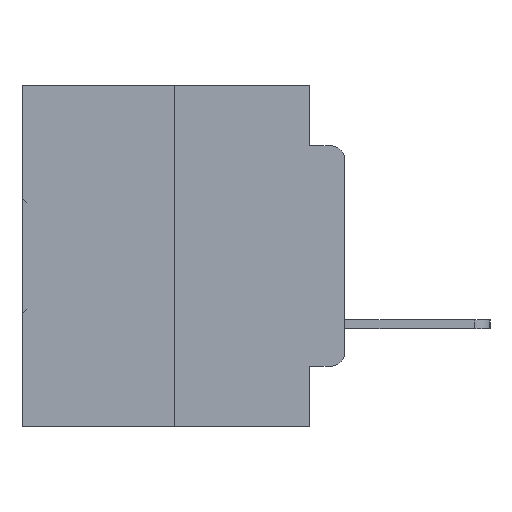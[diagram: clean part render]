
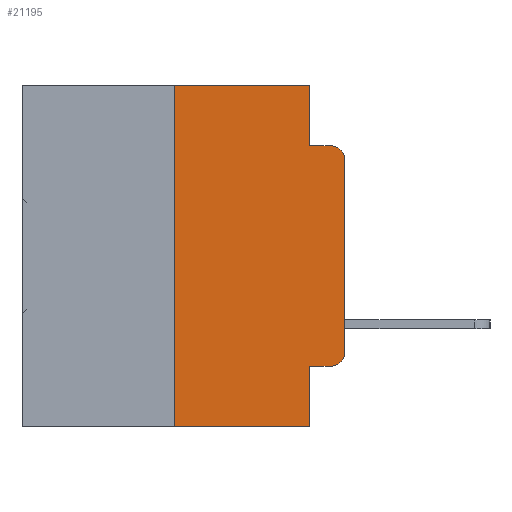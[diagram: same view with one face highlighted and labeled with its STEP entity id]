
A CAD part, left-side view. The second image highlights one B-rep face of the part: STEP entity #21195.
In plain terms, the highlighted planar face has unit normal (-1, 0, 0).
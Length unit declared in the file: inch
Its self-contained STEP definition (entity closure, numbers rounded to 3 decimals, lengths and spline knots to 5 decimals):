
#217 = EDGE_CURVE ( 'NONE', #9928, #9428, #4527, .T. ) ;
#324 = EDGE_CURVE ( 'NONE', #18354, #9428, #4959, .T. ) ;
#389 = EDGE_CURVE ( 'NONE', #18791, #9928, #19402, .T. ) ;
#709 = CARTESIAN_POINT ( 'NONE',  ( 0., 0.02, -0.0885 ) ) ;
#892 = LINE ( 'NONE', #25469, #32131 ) ;
#946 = VERTEX_POINT ( 'NONE', #7226 ) ;
#1099 = CARTESIAN_POINT ( 'NONE',  ( 0., 0.02, -0.4115 ) ) ;
#1395 = AXIS2_PLACEMENT_3D ( 'NONE', #21726, #6928, #24219 ) ;
#2524 = CARTESIAN_POINT ( 'NONE',  ( 0., 0.02, -0.1085 ) ) ;
#3948 = EDGE_CURVE ( 'NONE', #17872, #18791, #18567, .T. ) ;
#4099 = EDGE_CURVE ( 'NONE', #946, #17872, #892, .T. ) ;
#4194 = LINE ( 'NONE', #9060, #29242 ) ;
#4527 = CIRCLE ( 'NONE', #15113, 0.02 ) ;
#4959 = LINE ( 'NONE', #8785, #16760 ) ;
#5046 = CARTESIAN_POINT ( 'NONE',  ( 0., 0.051, 0. ) ) ;
#5592 = CARTESIAN_POINT ( 'NONE',  ( 0., 0.051, -0.0885 ) ) ;
#6493 = DIRECTION ( 'NONE',  ( 0., 0., 1. ) ) ;
#6928 = DIRECTION ( 'NONE',  ( 1., 0., 0. ) ) ;
#6970 = ORIENTED_EDGE ( 'NONE', *, *, #22651, .F. ) ;
#7106 = CARTESIAN_POINT ( 'NONE',  ( 0., 0., -0.3915 ) ) ;
#7226 = CARTESIAN_POINT ( 'NONE',  ( 0., 0.051, -0.4115 ) ) ;
#7242 = LINE ( 'NONE', #8240, #18058 ) ;
#7466 = EDGE_LOOP ( 'NONE', ( #25518, #8185, #22014, #18562, #6970, #24367, #7831, #29048, #12849, #12096 ) ) ;
#7612 = VERTEX_POINT ( 'NONE', #5046 ) ;
#7831 = ORIENTED_EDGE ( 'NONE', *, *, #9842, .T. ) ;
#8083 = VERTEX_POINT ( 'NONE', #19333 ) ;
#8185 = ORIENTED_EDGE ( 'NONE', *, *, #217, .T. ) ;
#8240 = CARTESIAN_POINT ( 'NONE',  ( 0., 0.051, 0. ) ) ;
#8488 = DIRECTION ( 'NONE',  ( -1., 0., 0. ) ) ;
#8554 = DIRECTION ( 'NONE',  ( 0., 0., -1. ) ) ;
#8621 = DIRECTION ( 'NONE',  ( 0., -1., 0. ) ) ;
#8785 = CARTESIAN_POINT ( 'NONE',  ( 0., 0.051, -0.0885 ) ) ;
#9060 = CARTESIAN_POINT ( 'NONE',  ( 0., 0.473, 0. ) ) ;
#9428 = VERTEX_POINT ( 'NONE', #709 ) ;
#9842 = EDGE_CURVE ( 'NONE', #27572, #8083, #10631, .T. ) ;
#9928 = VERTEX_POINT ( 'NONE', #11508 ) ;
#9976 = DIRECTION ( 'NONE',  ( -1., 0., 0. ) ) ;
#10631 = LINE ( 'NONE', #25037, #22936 ) ;
#10711 = DIRECTION ( 'NONE',  ( 0., 0., -1. ) ) ;
#11508 = CARTESIAN_POINT ( 'NONE',  ( 0., 0., -0.1085 ) ) ;
#12096 = ORIENTED_EDGE ( 'NONE', *, *, #3948, .T. ) ;
#12849 = ORIENTED_EDGE ( 'NONE', *, *, #4099, .T. ) ;
#12873 = VECTOR ( 'NONE', #6493, 39.37008 ) ;
#12874 = LINE ( 'NONE', #21056, #31048 ) ;
#14310 = PLANE ( 'NONE',  #1395 ) ;
#14670 = FACE_OUTER_BOUND ( 'NONE', #7466, .T. ) ;
#15037 = CARTESIAN_POINT ( 'NONE',  ( 0., 0.25, -0.5 ) ) ;
#15113 = AXIS2_PLACEMENT_3D ( 'NONE', #2524, #8488, #8554 ) ;
#16243 = DIRECTION ( 'NONE',  ( 0., 0., 1. ) ) ;
#16760 = VECTOR ( 'NONE', #8621, 39.37008 ) ;
#17872 = VERTEX_POINT ( 'NONE', #1099 ) ;
#18058 = VECTOR ( 'NONE', #10711, 39.37008 ) ;
#18354 = VERTEX_POINT ( 'NONE', #5592 ) ;
#18562 = ORIENTED_EDGE ( 'NONE', *, *, #32023, .F. ) ;
#18567 = CIRCLE ( 'NONE', #24477, 0.02 ) ;
#18791 = VERTEX_POINT ( 'NONE', #7106 ) ;
#19333 = CARTESIAN_POINT ( 'NONE',  ( 0., 0.051, -0.5 ) ) ;
#19402 = LINE ( 'NONE', #22995, #12873 ) ;
#21056 = CARTESIAN_POINT ( 'NONE',  ( 0., 0.051, 0. ) ) ;
#21195 = ADVANCED_FACE ( 'NONE', ( #14670 ), #14310, .F. ) ;
#21430 = DIRECTION ( 'NONE',  ( 0., -1., 0. ) ) ;
#21726 = CARTESIAN_POINT ( 'NONE',  ( 0., 0.473, 0. ) ) ;
#22014 = ORIENTED_EDGE ( 'NONE', *, *, #324, .F. ) ;
#22247 = CARTESIAN_POINT ( 'NONE',  ( 0., 0.25, 0. ) ) ;
#22340 = EDGE_CURVE ( 'NONE', #946, #8083, #7242, .T. ) ;
#22651 = EDGE_CURVE ( 'NONE', #23619, #7612, #4194, .T. ) ;
#22792 = DIRECTION ( 'NONE',  ( 0., 0., -1. ) ) ;
#22936 = VECTOR ( 'NONE', #32525, 39.37008 ) ;
#22995 = CARTESIAN_POINT ( 'NONE',  ( 0., 0., 0. ) ) ;
#23318 = EDGE_CURVE ( 'NONE', #27572, #23619, #32695, .T. ) ;
#23619 = VERTEX_POINT ( 'NONE', #22247 ) ;
#23748 = VECTOR ( 'NONE', #16243, 39.37008 ) ;
#24219 = DIRECTION ( 'NONE',  ( 0., 0., -1. ) ) ;
#24367 = ORIENTED_EDGE ( 'NONE', *, *, #23318, .F. ) ;
#24477 = AXIS2_PLACEMENT_3D ( 'NONE', #24729, #9976, #27257 ) ;
#24729 = CARTESIAN_POINT ( 'NONE',  ( 0., 0.02, -0.3915 ) ) ;
#25037 = CARTESIAN_POINT ( 'NONE',  ( 0., 0.473, -0.5 ) ) ;
#25469 = CARTESIAN_POINT ( 'NONE',  ( 0., 0.051, -0.4115 ) ) ;
#25518 = ORIENTED_EDGE ( 'NONE', *, *, #389, .T. ) ;
#27257 = DIRECTION ( 'NONE',  ( 0., 0., -1. ) ) ;
#27572 = VERTEX_POINT ( 'NONE', #15037 ) ;
#27986 = DIRECTION ( 'NONE',  ( 0., -1., 0. ) ) ;
#28655 = CARTESIAN_POINT ( 'NONE',  ( 0., 0.25, 0. ) ) ;
#29048 = ORIENTED_EDGE ( 'NONE', *, *, #22340, .F. ) ;
#29242 = VECTOR ( 'NONE', #21430, 39.37008 ) ;
#31048 = VECTOR ( 'NONE', #22792, 39.37008 ) ;
#32023 = EDGE_CURVE ( 'NONE', #7612, #18354, #12874, .T. ) ;
#32131 = VECTOR ( 'NONE', #27986, 39.37008 ) ;
#32525 = DIRECTION ( 'NONE',  ( 0., -1., 0. ) ) ;
#32695 = LINE ( 'NONE', #28655, #23748 ) ;
